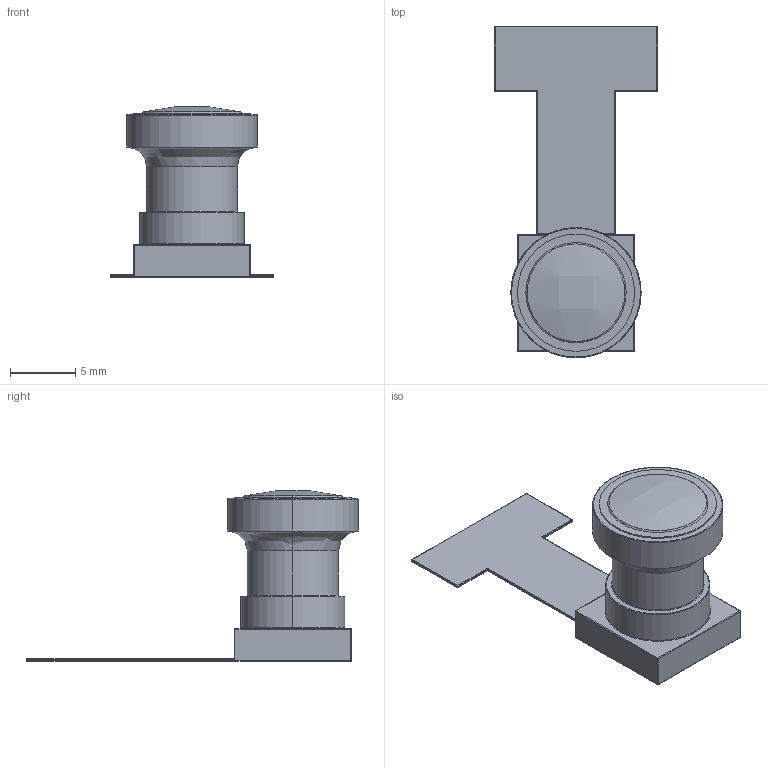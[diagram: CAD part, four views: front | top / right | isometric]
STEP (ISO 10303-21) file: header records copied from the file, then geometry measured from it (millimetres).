
FILE_DESCRIPTION (( 'STEP AP214' ), '1' );
FILE_NAME ('User Library-OV2640.STEP', '2021-09-03T11:58:19', ( '' ), ( '' ), 'SwSTEP 2.0', 'SolidWorks 2021', '' );
FILE_SCHEMA (( 'AUTOMOTIVE_DESIGN' ));
Length unit declared in the file: millimetre
Products named in the file (1): User Library-OV2640
Bounding box: 12.5 x 25.5 x 13.09 mm (x, y, z)
Volume: 776.2 mm3; surface area: 835.1 mm2
Topology: 1 solids, 1 shells, 80 faces, 174 edges, 92 vertices
Faces by surface type: cylinder 38, bspline 25, plane 17
Entity records: 2669 total; most frequent: CARTESIAN_POINT 978, ORIENTED_EDGE 332, DIRECTION 318, EDGE_CURVE 166, AXIS2_PLACEMENT_3D 122, VERTEX_POINT 92, EDGE_LOOP 84, FACE_OUTER_BOUND 80
